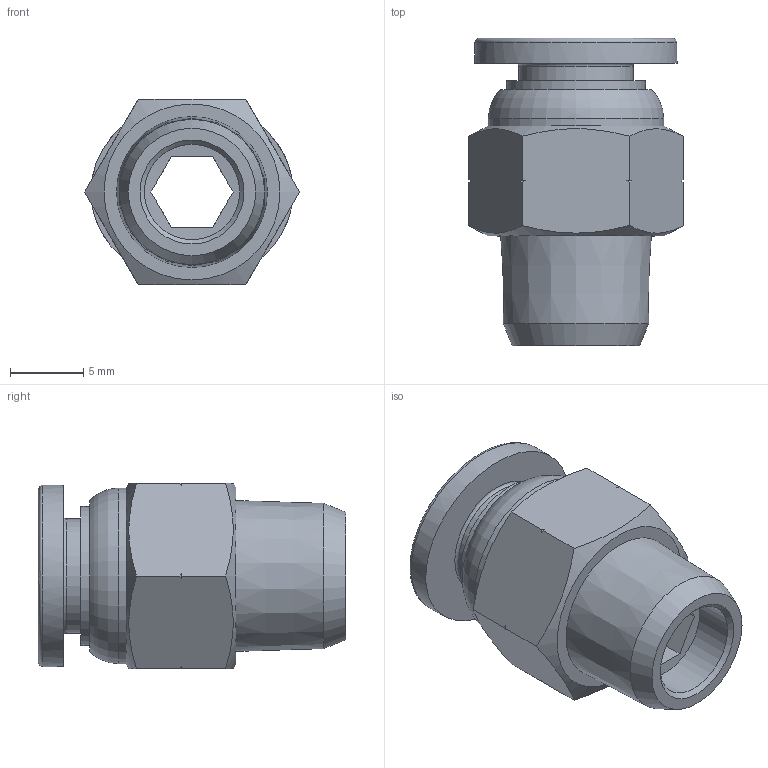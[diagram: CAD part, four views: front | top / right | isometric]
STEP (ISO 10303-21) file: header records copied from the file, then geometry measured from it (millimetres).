
FILE_DESCRIPTION(('FreeCAD Model'),'2;1');
FILE_NAME('Open CASCADE Shape Model','2025-06-12T13:23:51',(''),(''), 'Open CASCADE STEP processor 7.8','FreeCAD','Unknown');
FILE_SCHEMA(('AUTOMOTIVE_DESIGN { 1 0 10303 214 1 1 1 1 }'));
Length unit declared in the file: millimetre
Products named in the file (2): PC1-4-N01; PNEUFLEX-PC1-4-N01
Assembly tree (1 placements, depth 2):
  PC1-4-N01
    PNEUFLEX-PC1-4-N01
Bounding box: 14.66 x 21 x 12.7 mm (x, y, z)
Volume: 1513.4 mm3; surface area: 1531.1 mm2
Topology: 1 solids, 1 shells, 48 faces, 115 edges, 75 vertices
Faces by surface type: plane 20, cone 18, cylinder 5, torus 3, bspline 2
Full cylindrical faces by diameter (mm): 6.5 x1, 6.7 x1, 7.8 x1, 9.5 x1, 12 x1
Entity records: 5132 total; most frequent: CARTESIAN_POINT 2962, DIRECTION 311, ORIENTED_EDGE 230, PCURVE 230, DEFINITIONAL_REPRESENTATION 230, B_SPLINE_CURVE_WITH_KNOTS 148, LINE 146, VECTOR 146
